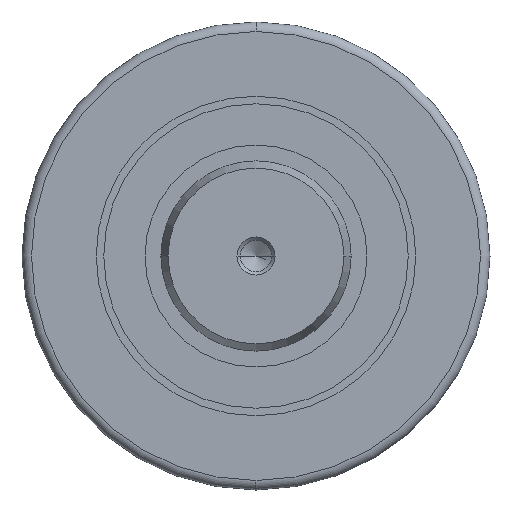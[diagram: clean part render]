
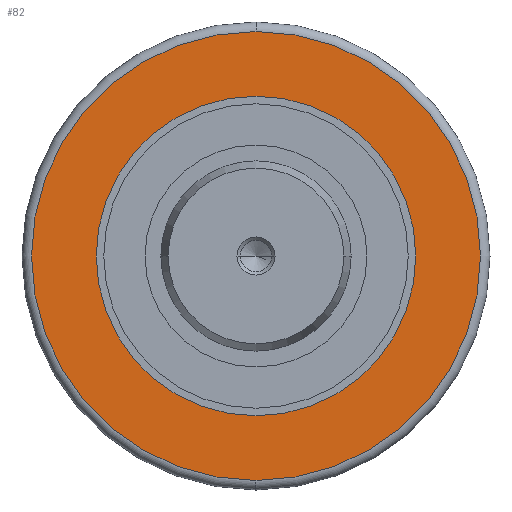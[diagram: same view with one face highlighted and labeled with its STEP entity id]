
A CAD part, left-side view. The second image highlights one B-rep face of the part: STEP entity #82.
In plain terms, the highlighted planar face has unit normal (-1, 0, 0).
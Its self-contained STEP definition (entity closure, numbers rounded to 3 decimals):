
#82=ADVANCED_FACE('',(#185,#186),#187,.T.);
#185=FACE_BOUND('',#307,.T.);
#186=FACE_OUTER_BOUND('',#308,.T.);
#187=PLANE('',#309);
#307=EDGE_LOOP('',(#477,#478));
#308=EDGE_LOOP('',(#479,#480,#481));
#309=AXIS2_PLACEMENT_3D('',#482,#483,#484);
#477=ORIENTED_EDGE('',*,*,#734,.T.);
#478=ORIENTED_EDGE('',*,*,#735,.T.);
#479=ORIENTED_EDGE('',*,*,#736,.T.);
#480=ORIENTED_EDGE('',*,*,#737,.T.);
#481=ORIENTED_EDGE('',*,*,#738,.T.);
#482=CARTESIAN_POINT('',(10.5,17.7,0.));
#483=DIRECTION('',(-1.0,0.,0.));
#484=DIRECTION('',(0.,1.0,0.));
#734=EDGE_CURVE('',#879,#880,#881,.T.);
#735=EDGE_CURVE('',#880,#879,#882,.T.);
#736=EDGE_CURVE('',#883,#884,#885,.T.);
#737=EDGE_CURVE('',#884,#886,#887,.T.);
#738=EDGE_CURVE('',#886,#883,#888,.T.);
#879=VERTEX_POINT('',#1052);
#880=VERTEX_POINT('',#1053);
#881=CIRCLE('',#1054,25.2);
#882=CIRCLE('',#1055,25.2);
#883=VERTEX_POINT('',#1056);
#884=VERTEX_POINT('',#1057);
#885=CIRCLE('',#1058,35.4);
#886=VERTEX_POINT('',#1059);
#887=CIRCLE('',#1060,35.4);
#888=CIRCLE('',#1061,35.4);
#1052=CARTESIAN_POINT('',(10.5,0.,25.2));
#1053=CARTESIAN_POINT('',(10.5,0.,-25.2));
#1054=AXIS2_PLACEMENT_3D('',#1241,#1242,#1243);
#1055=AXIS2_PLACEMENT_3D('',#1244,#1245,#1246);
#1056=CARTESIAN_POINT('',(10.5,35.4,0.));
#1057=CARTESIAN_POINT('',(10.5,0.,-35.4));
#1058=AXIS2_PLACEMENT_3D('',#1247,#1248,#1249);
#1059=CARTESIAN_POINT('',(10.5,0.,35.4));
#1060=AXIS2_PLACEMENT_3D('',#1250,#1251,#1252);
#1061=AXIS2_PLACEMENT_3D('',#1253,#1254,#1255);
#1241=CARTESIAN_POINT('',(10.5,0.0,0.0));
#1242=DIRECTION('',(1.0,0.,0.));
#1243=DIRECTION('',(0.,0.,-1.0));
#1244=CARTESIAN_POINT('',(10.5,0.0,0.0));
#1245=DIRECTION('',(1.0,0.,0.));
#1246=DIRECTION('',(0.,0.,-1.0));
#1247=CARTESIAN_POINT('',(10.5,0.0,0.));
#1248=DIRECTION('',(-1.0,0.0,0.));
#1249=DIRECTION('',(0.0,1.0,0.0));
#1250=CARTESIAN_POINT('',(10.5,0.0,0.));
#1251=DIRECTION('',(-1.0,0.0,0.));
#1252=DIRECTION('',(0.0,1.0,0.0));
#1253=CARTESIAN_POINT('',(10.5,0.0,0.));
#1254=DIRECTION('',(-1.0,0.0,0.));
#1255=DIRECTION('',(0.0,1.0,0.0));
